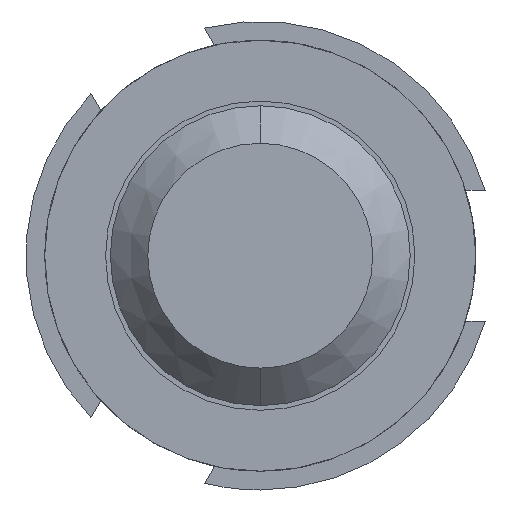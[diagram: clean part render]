
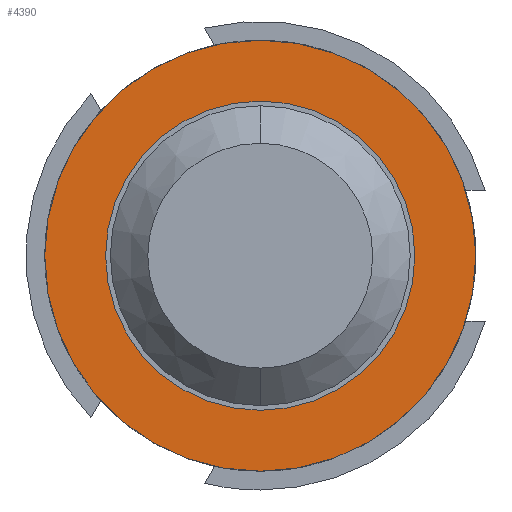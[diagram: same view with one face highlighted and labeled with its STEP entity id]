
A CAD part, front view. The second image highlights one B-rep face of the part: STEP entity #4390.
In plain terms, the highlighted planar face has unit normal (0, -1, 0).
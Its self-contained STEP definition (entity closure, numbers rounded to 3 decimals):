
#157 = CARTESIAN_POINT ( 'NONE',  ( 0., -1.5, -1.15 ) ) ;
#221 = CIRCLE ( 'NONE', #3537, 0.825 ) ;
#293 = DIRECTION ( 'NONE',  ( 0., 0., 1. ) ) ;
#296 = CIRCLE ( 'NONE', #2103, 1.15 ) ;
#344 = CARTESIAN_POINT ( 'NONE',  ( 0., -1.5, 0. ) ) ;
#372 = EDGE_CURVE ( 'Defeature ausgef�hrt4_42+Defeature ausgef�hrt4_46+Defeature ausgef�hrt4_46+Defeature ausgef�hrt4_46', #2126, #3742, #296, .T. ) ;
#540 = DIRECTION ( 'NONE',  ( 0., 1., 0. ) ) ;
#546 = FACE_BOUND ( 'NONE', #4571, .T. ) ;
#587 = CARTESIAN_POINT ( 'NONE',  ( 0., -1.5, 0.825 ) ) ;
#752 = CARTESIAN_POINT ( 'NONE',  ( 0., -1.5, 0. ) ) ;
#1173 = CARTESIAN_POINT ( 'NONE',  ( 0.825, -1.5, 0. ) ) ;
#1342 = AXIS2_PLACEMENT_3D ( 'NONE', #1173, #3372, #3696 ) ;
#1760 = AXIS2_PLACEMENT_3D ( 'NONE', #344, #2841, #3915 ) ;
#2086 = CARTESIAN_POINT ( 'NONE',  ( 0., -1.5, 0. ) ) ;
#2103 = AXIS2_PLACEMENT_3D ( 'NONE', #752, #3278, #3964 ) ;
#2126 = VERTEX_POINT ( 'NONE', #4612 ) ;
#2218 = EDGE_CURVE ( 'Defeature ausgef�hrt4_42+Defeature ausgef�hrt4_46+Defeature ausgef�hrt4_46+Defeature ausgef�hrt4_46', #3742, #2126, #4253, .T. ) ;
#2774 = CARTESIAN_POINT ( 'NONE',  ( 0., -1.5, -0.825 ) ) ;
#2787 = DIRECTION ( 'NONE',  ( 0., 1., 0. ) ) ;
#2841 = DIRECTION ( 'NONE',  ( 0., 1., 0. ) ) ;
#2880 = ORIENTED_EDGE ( 'NONE', *, *, #3415, .T. ) ;
#3004 = PLANE ( 'NONE',  #1342 ) ;
#3159 = ORIENTED_EDGE ( 'NONE', *, *, #4440, .T. ) ;
#3205 = VERTEX_POINT ( 'NONE', #2774 ) ;
#3253 = AXIS2_PLACEMENT_3D ( 'NONE', #2086, #2787, #293 ) ;
#3278 = DIRECTION ( 'NONE',  ( 0., 1., 0. ) ) ;
#3340 = VERTEX_POINT ( 'NONE', #587 ) ;
#3372 = DIRECTION ( 'NONE',  ( 0., 1., 0. ) ) ;
#3415 = EDGE_CURVE ( 'Defeature ausgef�hrt4_46+Defeature ausgef�hrt4_45+Defeature ausgef�hrt4_45+Defeature ausgef�hrt4_45', #3340, #3205, #3549, .T. ) ;
#3473 = DIRECTION ( 'NONE',  ( 0., 0., 1. ) ) ;
#3537 = AXIS2_PLACEMENT_3D ( 'NONE', #3837, #540, #3473 ) ;
#3549 = CIRCLE ( 'NONE', #1760, 0.825 ) ;
#3672 = ORIENTED_EDGE ( 'NONE', *, *, #2218, .F. ) ;
#3696 = DIRECTION ( 'NONE',  ( 0., 0., 1. ) ) ;
#3742 = VERTEX_POINT ( 'NONE', #157 ) ;
#3837 = CARTESIAN_POINT ( 'NONE',  ( 0., -1.5, 0. ) ) ;
#3871 = ORIENTED_EDGE ( 'NONE', *, *, #372, .F. ) ;
#3915 = DIRECTION ( 'NONE',  ( 0., 0., 1. ) ) ;
#3964 = DIRECTION ( 'NONE',  ( 0., 0., 1. ) ) ;
#4143 = EDGE_LOOP ( 'NONE', ( #3871, #3672 ) ) ;
#4253 = CIRCLE ( 'NONE', #3253, 1.15 ) ;
#4339 = FACE_OUTER_BOUND ( 'NONE', #4143, .T. ) ;
#4390 = ADVANCED_FACE ( 'Defeature ausgef�hrt4_46', ( #4339, #546 ), #3004, .F. ) ;
#4440 = EDGE_CURVE ( 'Defeature ausgef�hrt4_46+Defeature ausgef�hrt4_45+Defeature ausgef�hrt4_45+Defeature ausgef�hrt4_45', #3205, #3340, #221, .T. ) ;
#4571 = EDGE_LOOP ( 'NONE', ( #2880, #3159 ) ) ;
#4612 = CARTESIAN_POINT ( 'NONE',  ( 0., -1.5, 1.15 ) ) ;
